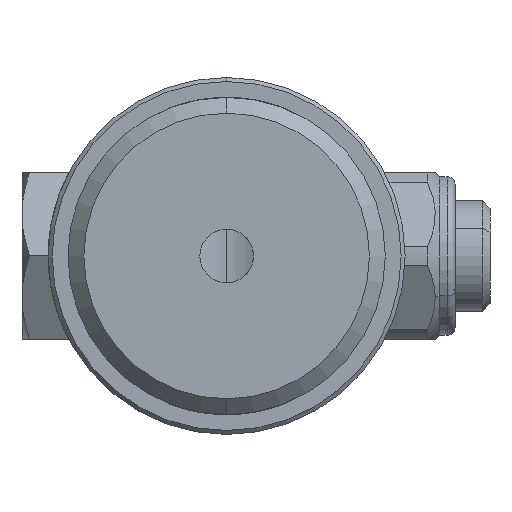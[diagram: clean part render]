
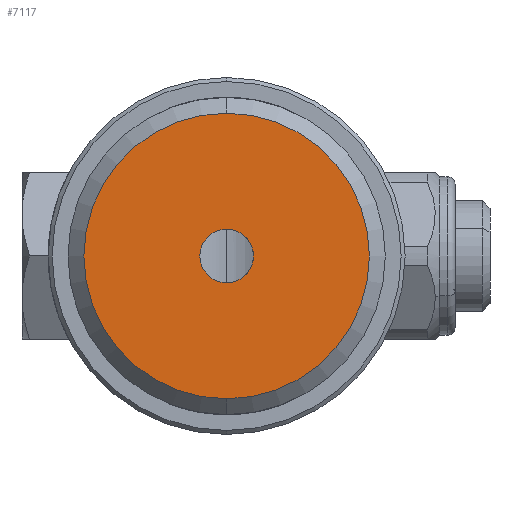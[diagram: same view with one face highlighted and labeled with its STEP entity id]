
A CAD part, left-side view. The second image highlights one B-rep face of the part: STEP entity #7117.
In plain terms, the highlighted planar face has unit normal (-1, 0, 0).
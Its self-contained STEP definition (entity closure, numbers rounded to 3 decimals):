
#40 = CARTESIAN_POINT ( 'NONE',  ( -40.268, -0.495, 0. ) ) ;
#62 = DIRECTION ( 'NONE',  ( 0., 0., 1. ) ) ;
#126 = CARTESIAN_POINT ( 'NONE',  ( -40.268, -0.495, 18. ) ) ;
#156 = AXIS2_PLACEMENT_3D ( 'NONE', #40, #3677, #62 ) ;
#445 = CIRCLE ( 'NONE', #1823, 3.375 ) ;
#1110 = CARTESIAN_POINT ( 'NONE',  ( -40.268, -0.495, 0. ) ) ;
#1310 = ORIENTED_EDGE ( 'NONE', *, *, #6975, .F. ) ;
#1370 = DIRECTION ( 'NONE',  ( 1., 0., 0. ) ) ;
#1399 = ORIENTED_EDGE ( 'NONE', *, *, #2482, .T. ) ;
#1575 = CARTESIAN_POINT ( 'NONE',  ( -40.268, -0.495, 0. ) ) ;
#1583 = VERTEX_POINT ( 'NONE', #126 ) ;
#1657 = FACE_OUTER_BOUND ( 'NONE', #7534, .T. ) ;
#1718 = DIRECTION ( 'NONE',  ( 0., 0., -1. ) ) ;
#1823 = AXIS2_PLACEMENT_3D ( 'NONE', #1575, #5809, #2185 ) ;
#2015 = ORIENTED_EDGE ( 'NONE', *, *, #5715, .F. ) ;
#2185 = DIRECTION ( 'NONE',  ( 0., 0., -1. ) ) ;
#2214 = CIRCLE ( 'NONE', #3132, 18. ) ;
#2325 = CARTESIAN_POINT ( 'NONE',  ( -40.268, -0.495, 0. ) ) ;
#2407 = VERTEX_POINT ( 'NONE', #3431 ) ;
#2482 = EDGE_CURVE ( 'NONE', #3373, #6010, #7662, .T. ) ;
#2947 = DIRECTION ( 'NONE',  ( 0., 0., -1. ) ) ;
#3132 = AXIS2_PLACEMENT_3D ( 'NONE', #1110, #5330, #1718 ) ;
#3198 = EDGE_LOOP ( 'NONE', ( #1399, #5537 ) ) ;
#3373 = VERTEX_POINT ( 'NONE', #5615 ) ;
#3431 = CARTESIAN_POINT ( 'NONE',  ( -40.268, -0.495, -18. ) ) ;
#3677 = DIRECTION ( 'NONE',  ( -1., 0., 0. ) ) ;
#3942 = AXIS2_PLACEMENT_3D ( 'NONE', #2325, #6568, #2947 ) ;
#4710 = CARTESIAN_POINT ( 'NONE',  ( -40.268, -0.495, 3.375 ) ) ;
#4984 = CARTESIAN_POINT ( 'NONE',  ( -40.268, -0.495, 0. ) ) ;
#5330 = DIRECTION ( 'NONE',  ( 1., 0., 0. ) ) ;
#5537 = ORIENTED_EDGE ( 'NONE', *, *, #6123, .T. ) ;
#5613 = DIRECTION ( 'NONE',  ( 0., 0., -1. ) ) ;
#5615 = CARTESIAN_POINT ( 'NONE',  ( -40.268, -0.495, -3.375 ) ) ;
#5715 = EDGE_CURVE ( 'NONE', #2407, #1583, #6582, .T. ) ;
#5809 = DIRECTION ( 'NONE',  ( 1., 0., 0. ) ) ;
#6010 = VERTEX_POINT ( 'NONE', #4710 ) ;
#6123 = EDGE_CURVE ( 'NONE', #6010, #3373, #445, .T. ) ;
#6481 = FACE_BOUND ( 'NONE', #3198, .T. ) ;
#6568 = DIRECTION ( 'NONE',  ( 1., 0., 0. ) ) ;
#6582 = CIRCLE ( 'NONE', #7149, 18. ) ;
#6975 = EDGE_CURVE ( 'NONE', #1583, #2407, #2214, .T. ) ;
#7117 = ADVANCED_FACE ( 'NONE', ( #6481, #1657 ), #7303, .T. ) ;
#7149 = AXIS2_PLACEMENT_3D ( 'NONE', #4984, #1370, #5613 ) ;
#7303 = PLANE ( 'NONE',  #156 ) ;
#7534 = EDGE_LOOP ( 'NONE', ( #2015, #1310 ) ) ;
#7662 = CIRCLE ( 'NONE', #3942, 3.375 ) ;
